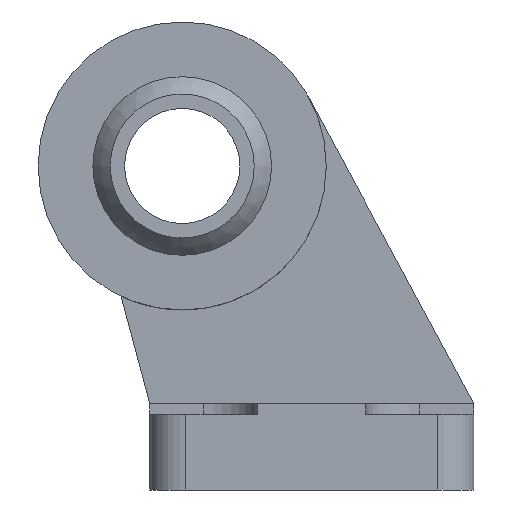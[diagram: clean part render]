
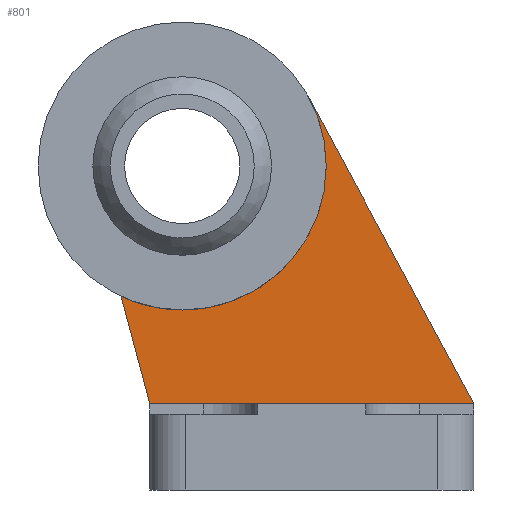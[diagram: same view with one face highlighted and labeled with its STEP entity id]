
A CAD part, left-side view. The second image highlights one B-rep face of the part: STEP entity #801.
In plain terms, the highlighted planar face has unit normal (-1, 0, 0).
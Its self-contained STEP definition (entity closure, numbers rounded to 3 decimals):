
#32=LINE('',#1183,#100);
#35=LINE('',#1189,#103);
#38=LINE('',#1193,#106);
#100=VECTOR('',#953,15.417);
#103=VECTOR('',#958,48.262);
#106=VECTOR('',#963,45.);
#211=PLANE('',#855);
#264=FACE_OUTER_BOUND('',#313,.T.);
#313=EDGE_LOOP('',(#604,#605,#606,#607));
#377=CIRCLE('',#856,20.);
#416=VERTEX_POINT('',#1181);
#417=VERTEX_POINT('',#1182);
#418=VERTEX_POINT('',#1187);
#419=VERTEX_POINT('',#1188);
#490=EDGE_CURVE('',#416,#417,#32,.T.);
#493=EDGE_CURVE('',#418,#419,#35,.T.);
#496=EDGE_CURVE('',#419,#416,#38,.T.);
#497=EDGE_CURVE('',#417,#418,#377,.T.);
#604=ORIENTED_EDGE('',*,*,#490,.F.);
#605=ORIENTED_EDGE('',*,*,#496,.F.);
#606=ORIENTED_EDGE('',*,*,#493,.F.);
#607=ORIENTED_EDGE('',*,*,#497,.F.);
#801=ADVANCED_FACE('',(#264),#211,.F.);
#855=AXIS2_PLACEMENT_3D('',#1192,#961,#962);
#856=AXIS2_PLACEMENT_3D('',#1194,#964,#965);
#953=DIRECTION('',(0.,0.259,0.966));
#958=DIRECTION('',(0.,-0.474,-0.88));
#961=DIRECTION('center_axis',(1.,0.,0.));
#962=DIRECTION('ref_axis',(0.,0.,-1.));
#963=DIRECTION('',(0.,1.,0.));
#964=DIRECTION('center_axis',(-1.,0.,0.));
#965=DIRECTION('ref_axis',(0.,0.,-1.));
#1181=CARTESIAN_POINT('',(-7.,22.5,12.));
#1182=CARTESIAN_POINT('',(-7.,26.49,26.892));
#1183=CARTESIAN_POINT('',(-7.,26.49,26.892));
#1187=CARTESIAN_POINT('',(-7.,0.393,54.487));
#1188=CARTESIAN_POINT('',(-7.,-22.5,12.));
#1189=CARTESIAN_POINT('',(-7.,-22.5,12.));
#1192=CARTESIAN_POINT('Origin',(-7.,1.421,26.493));
#1193=CARTESIAN_POINT('',(-7.,0.71,12.));
#1194=CARTESIAN_POINT('Origin',(-7.,18.,45.));
